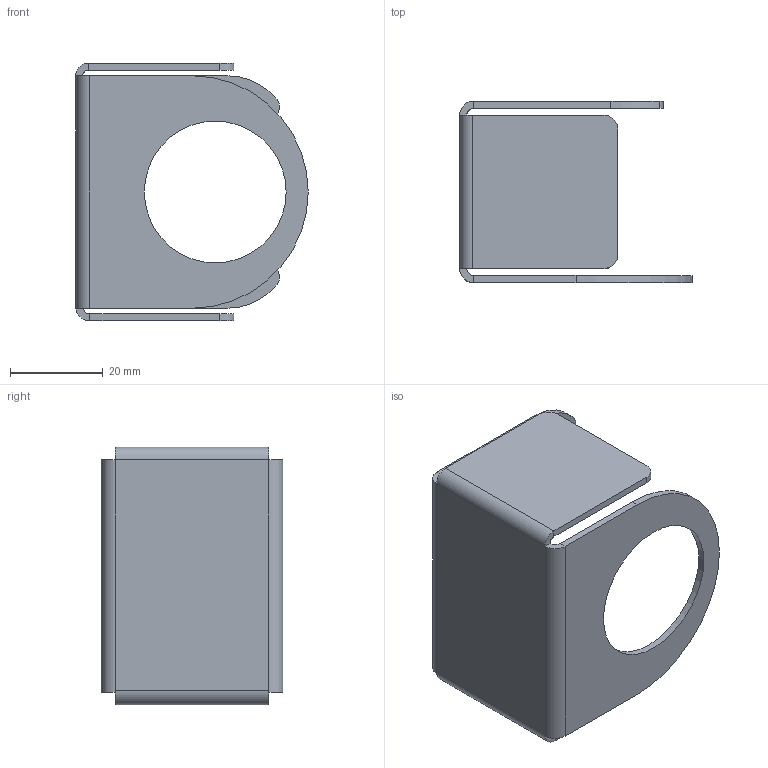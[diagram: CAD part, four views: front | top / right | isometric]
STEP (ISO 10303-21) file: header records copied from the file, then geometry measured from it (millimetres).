
FILE_DESCRIPTION((''),'2;1');
FILE_NAME('171046_ASM','2013-03-22T',('pdmadmin'),(''),'PRO/ENGINEER BY PARAMETRIC TECHNOLOGY CORPORATION, 2012300','PRO/ENGINEER BY PARAMETRIC TECHNOLOGY CORPORATION, 2012300','');
FILE_SCHEMA(('CONFIG_CONTROL_DESIGN'));
Length unit declared in the file: millimetre
Products named in the file (2): 170998; 171046_ASM
Assembly tree (1 placements, depth 2):
  171046_ASM
    170998
Bounding box: 50 x 39.04 x 55.44 mm (x, y, z)
Volume: 10361.9 mm3; surface area: 14542.8 mm2
Topology: 1 solids, 1 shells, 54 faces, 124 edges, 72 vertices
Faces by surface type: plane 34, cylinder 20
Entity records: 1567 total; most frequent: DIRECTION 282, CARTESIAN_POINT 253, ORIENTED_EDGE 248, EDGE_CURVE 124, AXIS2_PLACEMENT_3D 101, VECTOR 80, LINE 80, VERTEX_POINT 72
